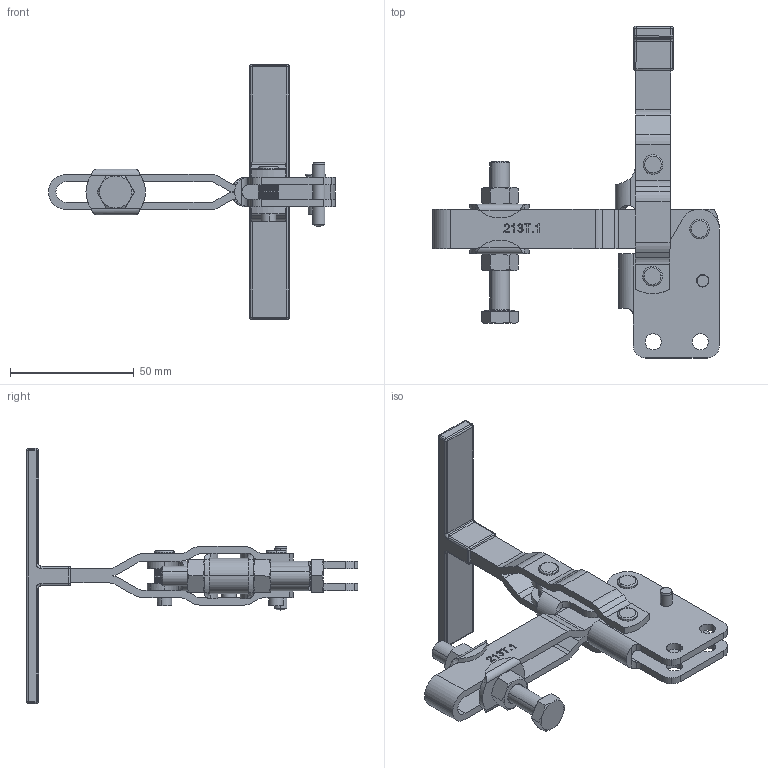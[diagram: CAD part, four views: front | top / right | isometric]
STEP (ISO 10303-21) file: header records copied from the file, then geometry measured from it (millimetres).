
FILE_DESCRIPTION((''),'2;1');
FILE_NAME('213T.1.stp','2005-08-29T15:08:39',('CAD'),(''),'Autodesk Inventor 8','Autodesk Inventor 8','');
FILE_SCHEMA(('AUTOMOTIVE_DESIGN { 1 0 10303 214 1 1 1 1 }'));
Length unit declared in the file: millimetre
Products named in the file (1): Part13
Bounding box: 115.75 x 133.82 x 103 mm (x, y, z)
Volume: 50888.3 mm3; surface area: 34894.8 mm2
Topology: 1 solids, 8 shells, 1243 faces, 3860 edges, 2347 vertices
Faces by surface type: plane 507, cone 311, cylinder 272, bspline 127, sphere 14, torus 12
Entity records: 46342 total; most frequent: CARTESIAN_POINT 12916, ORIENTED_EDGE 7676, DIRECTION 6802, EDGE_CURVE 3838, AXIS2_PLACEMENT_3D 2522, VERTEX_POINT 2347, VECTOR 1758, LINE 1758
